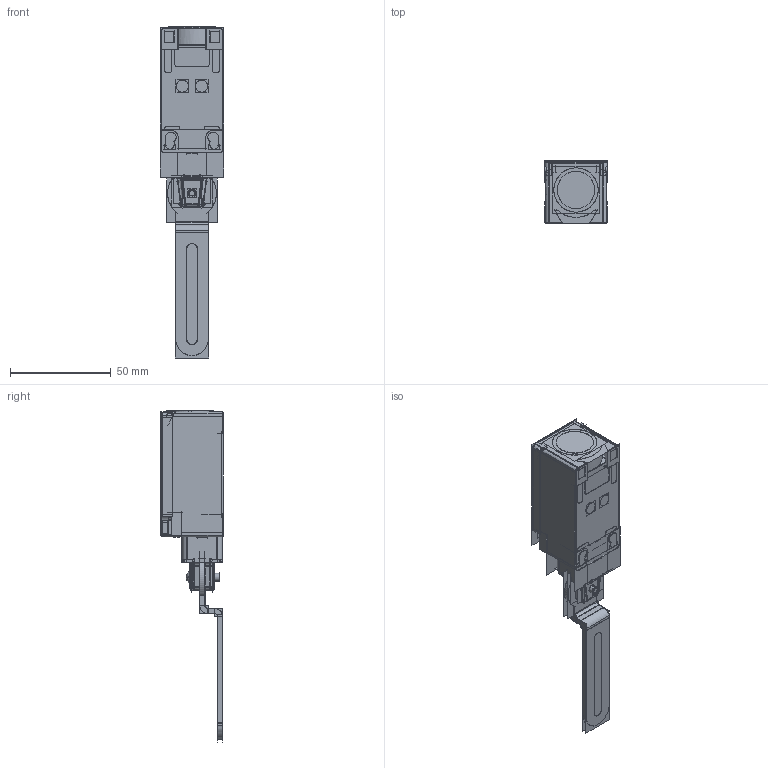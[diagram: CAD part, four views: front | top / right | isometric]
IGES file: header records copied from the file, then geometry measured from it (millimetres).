
Start section:  PTC IGES file: 192577.igs
Global section: file name: 192577.igs; native system: Creo Parametric by Parametric Technology Corporation; preprocessor: 2013230; author: pdmadmin; organization: Unknown; date: 20160120.174935; units: millimetre
Bounding box: 31.72 x 31.19 x 164.72 mm (x, y, z)
Volume: 57032.6 mm3; surface area: 92638.8 mm2
Topology: 2 solids, 2 shells, 1238 faces, 6352 edges, 7915 vertices
Faces by surface type: bspline 702, revolution 536
